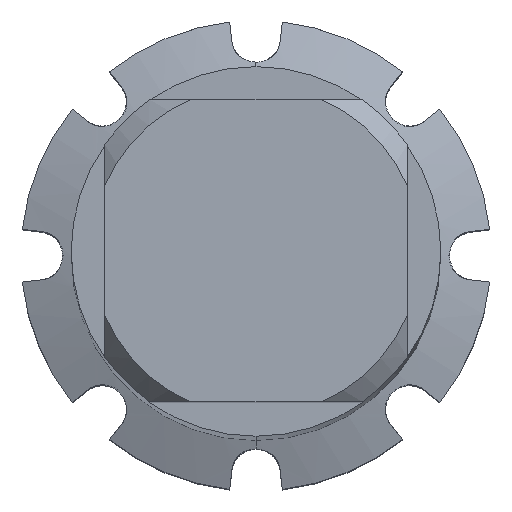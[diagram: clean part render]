
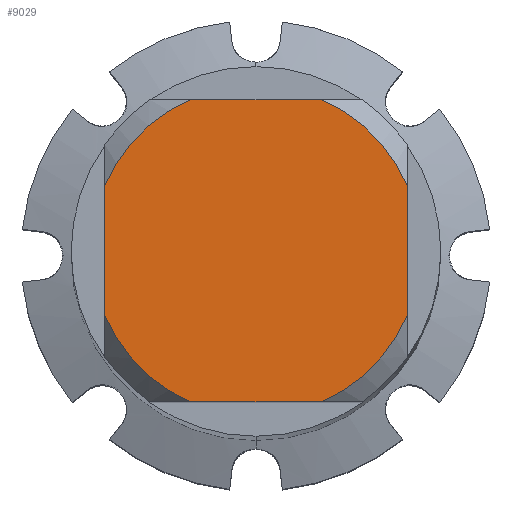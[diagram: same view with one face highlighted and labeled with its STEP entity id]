
A CAD part, top view. The second image highlights one B-rep face of the part: STEP entity #9029.
In plain terms, the highlighted planar face has unit normal (0, 0, 1).
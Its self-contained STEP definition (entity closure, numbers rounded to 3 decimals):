
#4099=VERTEX_POINT('',#11033);
#4369=EDGE_CURVE('',#4717,#9941,#11324,.T.);
#4717=VERTEX_POINT('',#11699);
#4803=VERTEX_POINT('',#11789);
#5779=VERTEX_POINT('',#12862);
#6765=EDGE_CURVE('',#5779,#4803,#13935,.T.);
#6803=EDGE_CURVE('',#5779,#6815,#13976,.T.);
#6815=VERTEX_POINT('',#13988);
#7771=EDGE_CURVE('',#9619,#4803,#15020,.T.);
#9029=ADVANCED_FACE('',(#16377),#16378,.T.);
#9039=VERTEX_POINT('',#16388);
#9565=EDGE_CURVE('',#9619,#9039,#16959,.T.);
#9619=VERTEX_POINT('',#17016);
#9941=VERTEX_POINT('',#17366);
#10109=EDGE_CURVE('',#4099,#9941,#17544,.T.);
#10123=EDGE_CURVE('',#4099,#6815,#17558,.T.);
#10221=EDGE_CURVE('',#4717,#9039,#17664,.T.);
#11033=CARTESIAN_POINT('',(4.5,-1.939,0.0));
#11324=CIRCLE('',#19682,4.9);
#11699=CARTESIAN_POINT('',(1.939,4.5,0.0));
#11789=CARTESIAN_POINT('',(-4.5,-1.939,0.0));
#12862=CARTESIAN_POINT('',(-1.939,-4.5,0.0));
#13935=CIRCLE('',#24237,4.9);
#13976=LINE('',#24310,#24311);
#13988=CARTESIAN_POINT('',(1.939,-4.5,0.0));
#15020=LINE('',#26300,#26301);
#16377=FACE_OUTER_BOUND('',#28636,.T.);
#16378=PLANE('',#28637);
#16388=CARTESIAN_POINT('',(-1.939,4.5,0.0));
#16959=CIRCLE('',#29730,4.9);
#17016=CARTESIAN_POINT('',(-4.5,1.939,0.0));
#17366=CARTESIAN_POINT('',(4.5,1.939,0.0));
#17544=LINE('',#30902,#30903);
#17558=CIRCLE('',#30932,4.9);
#17664=LINE('',#31103,#31104);
#19682=AXIS2_PLACEMENT_3D('',#32331,#32332,#32333);
#24237=AXIS2_PLACEMENT_3D('',#35157,#35158,#35159);
#24310=CARTESIAN_POINT('',(0.0,-4.5,0.0));
#24311=VECTOR('',#35214,1.0);
#26300=CARTESIAN_POINT('',(-4.5,1.225,0.0));
#26301=VECTOR('',#36290,1.0);
#28636=EDGE_LOOP('',(#37630,#37631,#37632,#37633,#37634,#37635,#37636,#37637));
#28637=AXIS2_PLACEMENT_3D('',#37638,#37639,#37640);
#29730=AXIS2_PLACEMENT_3D('',#38396,#38397,#38398);
#30902=CARTESIAN_POINT('',(4.5,1.225,0.0));
#30903=VECTOR('',#38940,1.0);
#30932=AXIS2_PLACEMENT_3D('',#38949,#38950,#38951);
#31103=CARTESIAN_POINT('',(0.0,4.5,0.0));
#31104=VECTOR('',#39052,1.0);
#32331=CARTESIAN_POINT('',(0.0,0.0,0.0));
#32332=DIRECTION('',(0.0,0.0,-1.0));
#32333=DIRECTION('',(0.0,1.0,0.0));
#35157=CARTESIAN_POINT('',(0.0,0.0,0.0));
#35158=DIRECTION('',(0.0,0.0,-1.0));
#35159=DIRECTION('',(0.0,1.0,0.0));
#35214=DIRECTION('',(1.0,0.0,0.0));
#36290=DIRECTION('',(-0.0,-1.0,0.0));
#37630=ORIENTED_EDGE('',*,*,#7771,.T.);
#37631=ORIENTED_EDGE('',*,*,#6765,.F.);
#37632=ORIENTED_EDGE('',*,*,#6803,.T.);
#37633=ORIENTED_EDGE('',*,*,#10123,.F.);
#37634=ORIENTED_EDGE('',*,*,#10109,.T.);
#37635=ORIENTED_EDGE('',*,*,#4369,.F.);
#37636=ORIENTED_EDGE('',*,*,#10221,.T.);
#37637=ORIENTED_EDGE('',*,*,#9565,.F.);
#37638=CARTESIAN_POINT('',(0.0,2.45,0.0));
#37639=DIRECTION('',(-0.0,0.0,1.0));
#37640=DIRECTION('',(0.0,-1.0,0.0));
#38396=CARTESIAN_POINT('',(0.0,0.0,0.0));
#38397=DIRECTION('',(0.0,0.0,-1.0));
#38398=DIRECTION('',(0.0,1.0,0.0));
#38940=DIRECTION('',(-0.0,1.0,0.0));
#38949=CARTESIAN_POINT('',(0.0,0.0,0.0));
#38950=DIRECTION('',(0.0,0.0,-1.0));
#38951=DIRECTION('',(0.0,1.0,0.0));
#39052=DIRECTION('',(-1.0,0.0,0.0));
